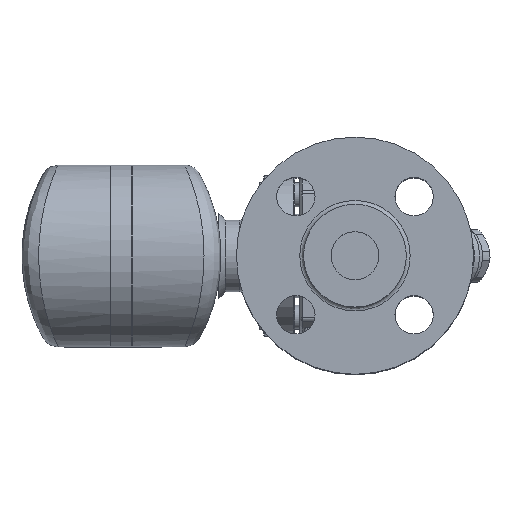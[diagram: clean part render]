
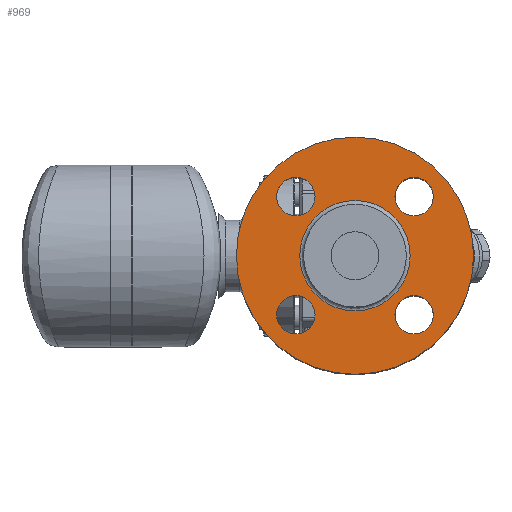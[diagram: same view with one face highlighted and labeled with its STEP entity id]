
A CAD part, top view. The second image highlights one B-rep face of the part: STEP entity #969.
In plain terms, the highlighted planar face has unit normal (0, 0, 1).
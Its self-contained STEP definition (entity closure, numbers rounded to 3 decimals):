
#823=CARTESIAN_POINT('',(142.5,0.0,87.4));
#824=VERTEX_POINT('',#823);
#825=CARTESIAN_POINT('',(93.,0.0,87.4));
#826=DIRECTION('',(0.0,0.0,1.0));
#827=DIRECTION('',(1.0,0.0,0.0));
#828=AXIS2_PLACEMENT_3D('',#825,#826,#827);
#829=CIRCLE('',#828,49.5);
#830=EDGE_CURVE('',#824,#824,#829,.T.);
#891=CARTESIAN_POINT('',(116.05,0.0,87.4));
#892=VERTEX_POINT('',#891);
#893=CARTESIAN_POINT('',(93.,0.0,87.4));
#894=DIRECTION('',(0.0,0.0,1.0));
#895=DIRECTION('',(-1.0,0.0,0.0));
#896=AXIS2_PLACEMENT_3D('',#893,#894,#895);
#897=CIRCLE('',#896,23.05);
#898=EDGE_CURVE('',#892,#892,#897,.T.);
#914=CARTESIAN_POINT('',(128.475,0.0,87.4));
#915=DIRECTION('',(0.0,0.0,1.0));
#916=DIRECTION('',(1.0,0.0,0.0));
#917=AXIS2_PLACEMENT_3D('',#914,#915,#916);
#918=PLANE('',#917);
#919=ORIENTED_EDGE('',*,*,#830,.T.);
#920=EDGE_LOOP('',(#919));
#921=FACE_OUTER_BOUND('',#920,.T.);
#922=CARTESIAN_POINT('',(76.322,-24.678,87.4));
#923=VERTEX_POINT('',#922);
#924=CARTESIAN_POINT('',(68.322,-24.678,87.4));
#925=DIRECTION('',(0.0,0.0,-1.0));
#926=DIRECTION('',(1.0,0.0,0.0));
#927=AXIS2_PLACEMENT_3D('',#924,#925,#926);
#928=CIRCLE('',#927,8.0);
#929=EDGE_CURVE('',#923,#923,#928,.T.);
#930=ORIENTED_EDGE('',*,*,#929,.T.);
#931=EDGE_LOOP('',(#930));
#932=FACE_BOUND('',#931,.T.);
#933=CARTESIAN_POINT('',(117.678,-16.678,87.4));
#934=VERTEX_POINT('',#933);
#935=CARTESIAN_POINT('',(117.678,-24.678,87.4));
#936=DIRECTION('',(0.0,0.0,-1.0));
#937=DIRECTION('',(0.0,1.0,0.0));
#938=AXIS2_PLACEMENT_3D('',#935,#936,#937);
#939=CIRCLE('',#938,8.0);
#940=EDGE_CURVE('',#934,#934,#939,.T.);
#941=ORIENTED_EDGE('',*,*,#940,.T.);
#942=EDGE_LOOP('',(#941));
#943=FACE_BOUND('',#942,.T.);
#944=CARTESIAN_POINT('',(109.678,24.678,87.4));
#945=VERTEX_POINT('',#944);
#946=CARTESIAN_POINT('',(117.678,24.678,87.4));
#947=DIRECTION('',(0.0,0.0,-1.0));
#948=DIRECTION('',(-1.0,0.0,0.0));
#949=AXIS2_PLACEMENT_3D('',#946,#947,#948);
#950=CIRCLE('',#949,8.0);
#951=EDGE_CURVE('',#945,#945,#950,.T.);
#952=ORIENTED_EDGE('',*,*,#951,.T.);
#953=EDGE_LOOP('',(#952));
#954=FACE_BOUND('',#953,.T.);
#955=CARTESIAN_POINT('',(68.322,16.678,87.4));
#956=VERTEX_POINT('',#955);
#957=CARTESIAN_POINT('',(68.322,24.678,87.4));
#958=DIRECTION('',(0.0,0.0,-1.0));
#959=DIRECTION('',(0.0,-1.0,0.0));
#960=AXIS2_PLACEMENT_3D('',#957,#958,#959);
#961=CIRCLE('',#960,8.0);
#962=EDGE_CURVE('',#956,#956,#961,.T.);
#963=ORIENTED_EDGE('',*,*,#962,.T.);
#964=EDGE_LOOP('',(#963));
#965=FACE_BOUND('',#964,.T.);
#966=ORIENTED_EDGE('',*,*,#898,.F.);
#967=EDGE_LOOP('',(#966));
#968=FACE_BOUND('',#967,.T.);
#969=ADVANCED_FACE('',(#921,#932,#943,#954,#965,#968),#918,.T.);
